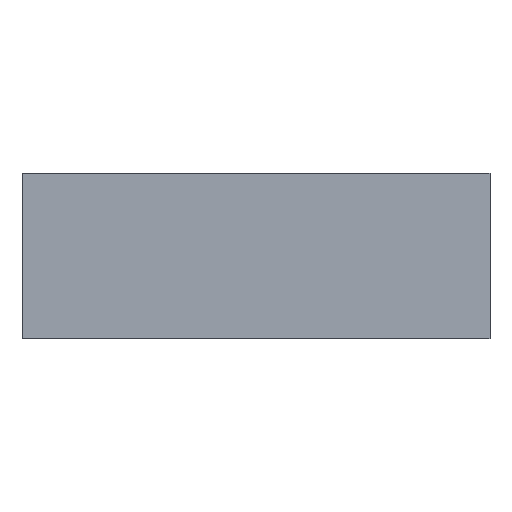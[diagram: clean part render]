
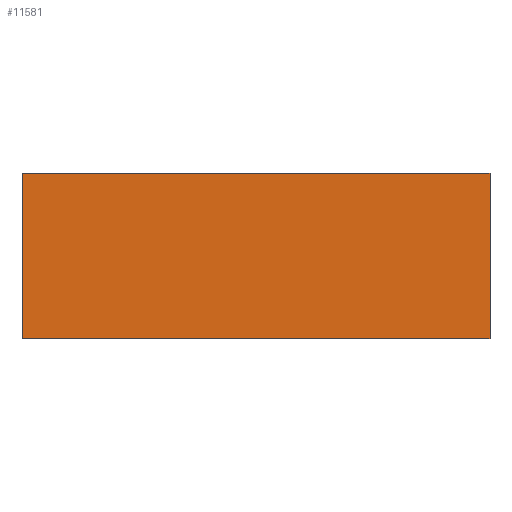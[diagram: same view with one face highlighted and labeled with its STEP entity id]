
A CAD part, front view. The second image highlights one B-rep face of the part: STEP entity #11581.
In plain terms, the highlighted planar face has unit normal (0, -1, 0).
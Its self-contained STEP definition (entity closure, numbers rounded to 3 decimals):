
#88 = VECTOR ( 'NONE', #8839, 1000. ) ;
#120 = EDGE_CURVE ( 'NONE', #5805, #3337, #11422, .T. ) ;
#1450 = DIRECTION ( 'NONE',  ( 0., 0., -1. ) ) ;
#2137 = CARTESIAN_POINT ( 'NONE',  ( 27.5, -110.5, 15. ) ) ;
#3111 = CARTESIAN_POINT ( 'NONE',  ( 27.5, -110.5, -12. ) ) ;
#3206 = CARTESIAN_POINT ( 'NONE',  ( 103.75, -110.5, 15. ) ) ;
#3275 = EDGE_CURVE ( 'NONE', #3337, #10016, #10601, .T. ) ;
#3337 = VERTEX_POINT ( 'NONE', #3696 ) ;
#3696 = CARTESIAN_POINT ( 'NONE',  ( 103.75, -110.5, -12. ) ) ;
#3702 = LINE ( 'NONE', #3761, #11695 ) ;
#3760 = ORIENTED_EDGE ( 'NONE', *, *, #120, .F. ) ;
#3761 = CARTESIAN_POINT ( 'NONE',  ( 27.5, -110.5, 15. ) ) ;
#4026 = FACE_OUTER_BOUND ( 'NONE', #5867, .T. ) ;
#4084 = DIRECTION ( 'NONE',  ( -1., 0., 0. ) ) ;
#4192 = CARTESIAN_POINT ( 'NONE',  ( 103.75, -110.5, -12. ) ) ;
#4485 = LINE ( 'NONE', #7375, #6091 ) ;
#4501 = VERTEX_POINT ( 'NONE', #2137 ) ;
#5011 = CARTESIAN_POINT ( 'NONE',  ( 103.75, -110.5, 15. ) ) ;
#5444 = DIRECTION ( 'NONE',  ( 0., 0., -1. ) ) ;
#5805 = VERTEX_POINT ( 'NONE', #5011 ) ;
#5867 = EDGE_LOOP ( 'NONE', ( #11149, #5895, #3760, #9500 ) ) ;
#5895 = ORIENTED_EDGE ( 'NONE', *, *, #3275, .F. ) ;
#6091 = VECTOR ( 'NONE', #5444, 1000. ) ;
#6340 = EDGE_CURVE ( 'NONE', #4501, #10016, #4485, .T. ) ;
#6345 = DIRECTION ( 'NONE',  ( 1., 0., 0. ) ) ;
#6445 = EDGE_CURVE ( 'NONE', #4501, #5805, #3702, .T. ) ;
#6779 = CARTESIAN_POINT ( 'NONE',  ( 27.5, -110.5, 15. ) ) ;
#7375 = CARTESIAN_POINT ( 'NONE',  ( 27.5, -110.5, 15. ) ) ;
#7879 = DIRECTION ( 'NONE',  ( 0., 1., 0. ) ) ;
#8531 = VECTOR ( 'NONE', #1450, 1000. ) ;
#8669 = PLANE ( 'NONE',  #9204 ) ;
#8839 = DIRECTION ( 'NONE',  ( -1., 0., 0. ) ) ;
#9204 = AXIS2_PLACEMENT_3D ( 'NONE', #6779, #7879, #4084 ) ;
#9500 = ORIENTED_EDGE ( 'NONE', *, *, #6445, .F. ) ;
#10016 = VERTEX_POINT ( 'NONE', #3111 ) ;
#10601 = LINE ( 'NONE', #4192, #88 ) ;
#11149 = ORIENTED_EDGE ( 'NONE', *, *, #6340, .T. ) ;
#11422 = LINE ( 'NONE', #3206, #8531 ) ;
#11581 = ADVANCED_FACE ( 'NONE', ( #4026 ), #8669, .F. ) ;
#11695 = VECTOR ( 'NONE', #6345, 1000. ) ;
